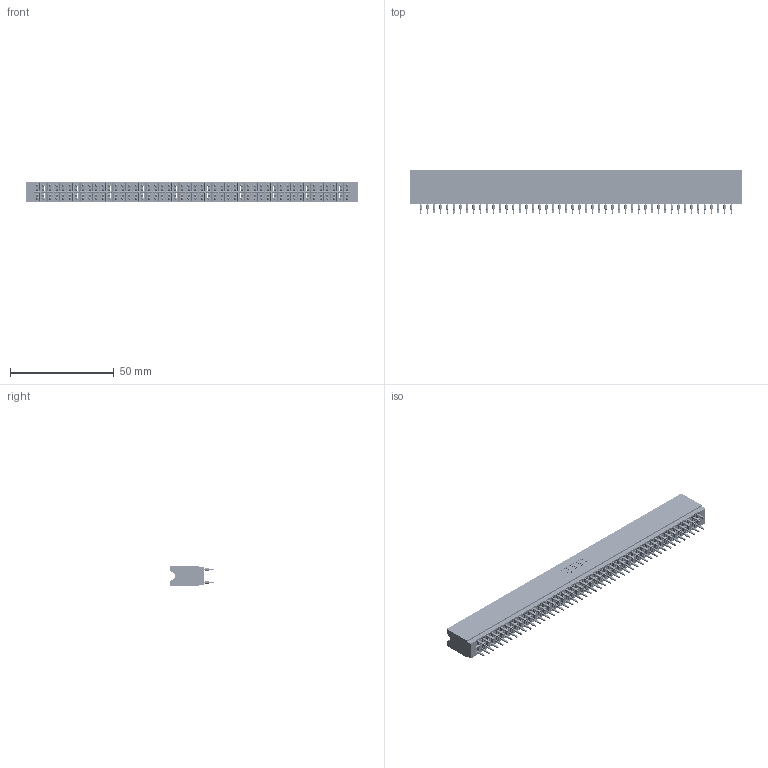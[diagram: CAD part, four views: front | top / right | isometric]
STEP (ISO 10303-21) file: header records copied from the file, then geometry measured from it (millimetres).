
FILE_DESCRIPTION (( 'STEP AP203' ), '1' );
FILE_NAME ('746-096-560-206.STEP', '2026-03-04T21:43:27', ( '' ), ( '' ), 'SwSTEP 2.0', 'SolidWorks 2023', '' );
FILE_SCHEMA (( 'CONFIG_CONTROL_DESIGN' ));
Length unit declared in the file: millimetre
Products named in the file (3): 746 Part_.515 Slot Depth - 06; 746-096-560-206; 746-292-001_560
Assembly tree (97 placements, depth 2):
  746-096-560-206
    746 Part_.515 Slot Depth - 06
    746-292-001_560  x96
Bounding box: 159.64 x 20.82 x 9.91 mm (x, y, z)
Volume: 17382.6 mm3; surface area: 29615.9 mm2
Topology: 97 solids, 97 shells, 9170 faces, 25513 edges, 16351 vertices
Faces by surface type: plane 4568, cylinder 2106, bspline 1920, torus 576
Entity records: 73432 total; most frequent: CARTESIAN_POINT 14542, ORIENTED_EDGE 12646, DIRECTION 10555, EDGE_CURVE 6323, VECTOR 5651, LINE 5651, VERTEX_POINT 4191, AXIS2_PLACEMENT_3D 2452
